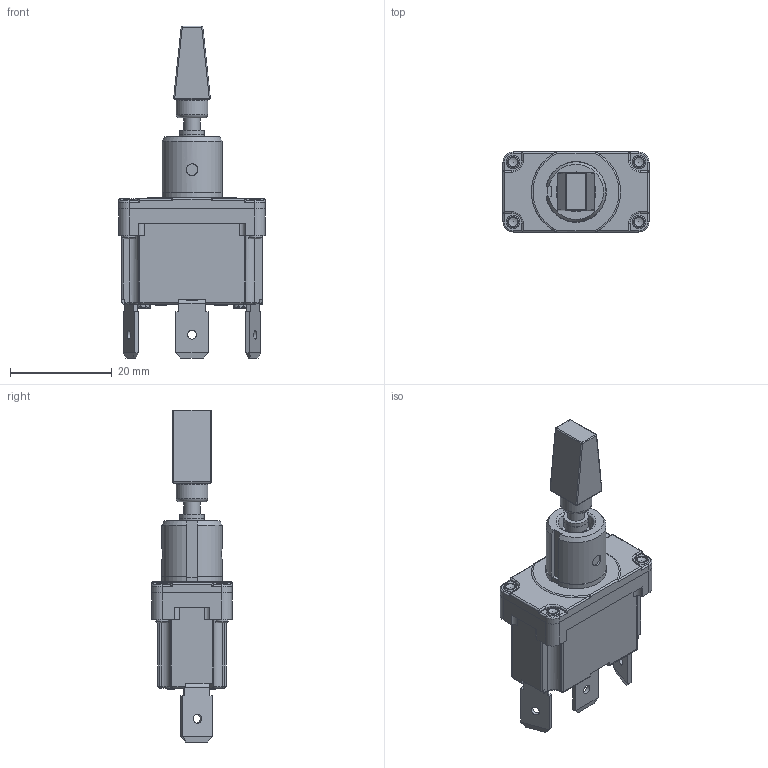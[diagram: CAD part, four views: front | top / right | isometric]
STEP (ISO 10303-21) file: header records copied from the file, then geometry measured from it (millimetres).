
FILE_DESCRIPTION(/* description */ (''),/* implementation_level */ '2;1');
FILE_NAME(/* name */ 'ST4SPxxxT2C2.stp',/* time_stamp */ '2023-10-16T15:33:34-05:00',/* author */ ('mwilliams'),/* organization */ (''),/* preprocessor_version */ 'ST-DEVELOPER v18.1',/* originating_system */ 'Autodesk Inventor 2022',/* authorisation */ '');
FILE_SCHEMA (('AUTOMOTIVE_DESIGN { 1 0 10303 214 3 1 1 }'));
Length unit declared in the file: inch
Products named in the file (1): 100105685_Simplify_1
Bounding box: 28.8 x 15.8 x 65.4 mm (x, y, z)
Volume: 9897.7 mm3; surface area: 4293.9 mm2
Topology: 1 solids, 1 shells, 602 faces, 1460 edges, 855 vertices
Faces by surface type: plane 240, cylinder 224, bspline 61, sphere 44, torus 31, cone 2
Full cylindrical faces by diameter (mm): 1.8 x3, 2.3 x2, 2.5 x4, 2.6 x4, 2.8 x3, 3.3 x1, 4.1 x1, 4.78 x1, 4.8 x1, 6.3 x1
Entity records: 19533 total; most frequent: CARTESIAN_POINT 5110, DIRECTION 2874, ORIENTED_EDGE 2846, EDGE_CURVE 1423, AXIS2_PLACEMENT_3D 1064, VERTEX_POINT 855, LINE 746, VECTOR 746
